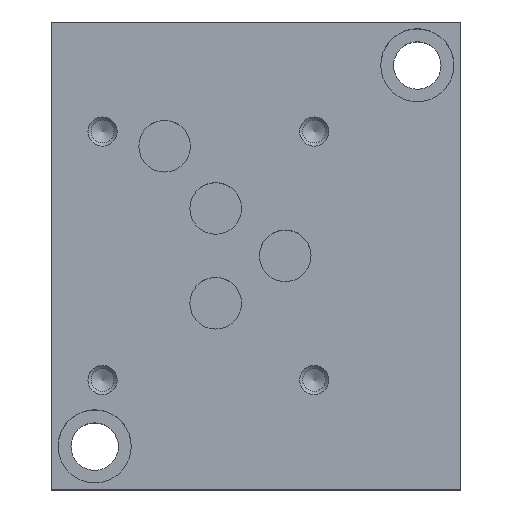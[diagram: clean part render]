
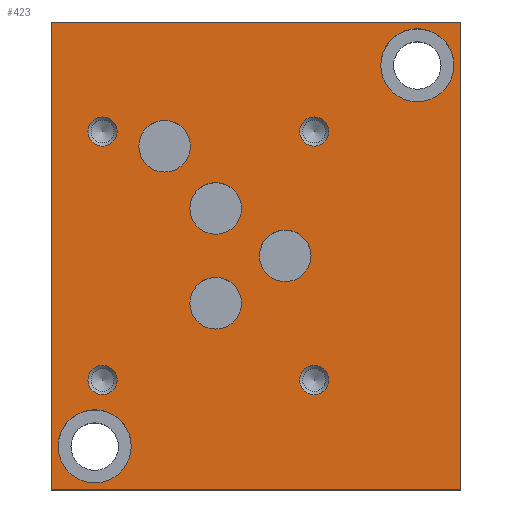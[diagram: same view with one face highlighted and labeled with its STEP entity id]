
A CAD part, top view. The second image highlights one B-rep face of the part: STEP entity #423.
In plain terms, the highlighted planar face has unit normal (0, 0, 1).
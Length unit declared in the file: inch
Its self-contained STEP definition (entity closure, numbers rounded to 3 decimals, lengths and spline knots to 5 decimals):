
#423 = ADVANCED_FACE( '', ( #1011, #1012, #1013, #1014, #1015, #1016, #1017, #1018, #1019, #1020, #1021 ), #1022, .F. );
#1011 = FACE_BOUND( '', #1787, .T. );
#1012 = FACE_BOUND( '', #1788, .T. );
#1013 = FACE_BOUND( '', #1789, .T. );
#1014 = FACE_BOUND( '', #1790, .T. );
#1015 = FACE_BOUND( '', #1791, .T. );
#1016 = FACE_BOUND( '', #1792, .T. );
#1017 = FACE_BOUND( '', #1793, .T. );
#1018 = FACE_BOUND( '', #1794, .T. );
#1019 = FACE_BOUND( '', #1795, .T. );
#1020 = FACE_BOUND( '', #1796, .T. );
#1021 = FACE_OUTER_BOUND( '', #1797, .T. );
#1022 = PLANE( '', #1798 );
#1787 = EDGE_LOOP( '', ( #3021 ) );
#1788 = EDGE_LOOP( '', ( #3022 ) );
#1789 = EDGE_LOOP( '', ( #3023 ) );
#1790 = EDGE_LOOP( '', ( #3024 ) );
#1791 = EDGE_LOOP( '', ( #3025 ) );
#1792 = EDGE_LOOP( '', ( #3026 ) );
#1793 = EDGE_LOOP( '', ( #3027 ) );
#1794 = EDGE_LOOP( '', ( #3028 ) );
#1795 = EDGE_LOOP( '', ( #3029 ) );
#1796 = EDGE_LOOP( '', ( #3030 ) );
#1797 = EDGE_LOOP( '', ( #3031, #3032, #3033, #3034 ) );
#1798 = AXIS2_PLACEMENT_3D( '', #3035, #3036, #3037 );
#3021 = ORIENTED_EDGE( '', *, *, #4727, .T. );
#3022 = ORIENTED_EDGE( '', *, *, #4728, .T. );
#3023 = ORIENTED_EDGE( '', *, *, #4675, .F. );
#3024 = ORIENTED_EDGE( '', *, *, #4729, .F. );
#3025 = ORIENTED_EDGE( '', *, *, #4730, .F. );
#3026 = ORIENTED_EDGE( '', *, *, #4731, .F. );
#3027 = ORIENTED_EDGE( '', *, *, #4732, .F. );
#3028 = ORIENTED_EDGE( '', *, *, #4733, .F. );
#3029 = ORIENTED_EDGE( '', *, *, #4469, .F. );
#3030 = ORIENTED_EDGE( '', *, *, #4734, .F. );
#3031 = ORIENTED_EDGE( '', *, *, #4735, .T. );
#3032 = ORIENTED_EDGE( '', *, *, #4736, .F. );
#3033 = ORIENTED_EDGE( '', *, *, #4636, .F. );
#3034 = ORIENTED_EDGE( '', *, *, #4737, .T. );
#3035 = CARTESIAN_POINT( '', ( 3.5, 4., 2. ) );
#3036 = DIRECTION( '', ( 0., 0., -1. ) );
#3037 = DIRECTION( '', ( -1., 0., 0. ) );
#4469 = EDGE_CURVE( '', #5372, #5372, #5373, .T. );
#4636 = EDGE_CURVE( '', #5658, #5660, #5661, .T. );
#4675 = EDGE_CURVE( '', #5714, #5714, #5715, .T. );
#4727 = EDGE_CURVE( '', #5792, #5792, #5793, .T. );
#4728 = EDGE_CURVE( '', #5794, #5794, #5795, .T. );
#4729 = EDGE_CURVE( '', #5796, #5796, #5797, .T. );
#4730 = EDGE_CURVE( '', #5798, #5798, #5799, .T. );
#4731 = EDGE_CURVE( '', #5800, #5800, #5801, .T. );
#4732 = EDGE_CURVE( '', #5802, #5802, #5803, .T. );
#4733 = EDGE_CURVE( '', #5804, #5804, #5805, .T. );
#4734 = EDGE_CURVE( '', #5806, #5806, #5807, .T. );
#4735 = EDGE_CURVE( '', #5808, #5809, #5810, .T. );
#4736 = EDGE_CURVE( '', #5660, #5809, #5811, .T. );
#4737 = EDGE_CURVE( '', #5658, #5808, #5812, .T. );
#5372 = VERTEX_POINT( '', #6627 );
#5373 = CIRCLE( '', #6628, 0.2205 );
#5658 = VERTEX_POINT( '', #7009 );
#5660 = VERTEX_POINT( '', #7012 );
#5661 = LINE( '', #7013, #7014 );
#5714 = VERTEX_POINT( '', #7093 );
#5715 = CIRCLE( '', #7094, 0.125 );
#5792 = VERTEX_POINT( '', #7201 );
#5793 = CIRCLE( '', #7202, 0.3125 );
#5794 = VERTEX_POINT( '', #7203 );
#5795 = CIRCLE( '', #7204, 0.3125 );
#5796 = VERTEX_POINT( '', #7205 );
#5797 = CIRCLE( '', #7206, 0.125 );
#5798 = VERTEX_POINT( '', #7207 );
#5799 = CIRCLE( '', #7208, 0.125 );
#5800 = VERTEX_POINT( '', #7209 );
#5801 = CIRCLE( '', #7210, 0.125 );
#5802 = VERTEX_POINT( '', #7211 );
#5803 = CIRCLE( '', #7212, 0.2205 );
#5804 = VERTEX_POINT( '', #7213 );
#5805 = CIRCLE( '', #7214, 0.2205 );
#5806 = VERTEX_POINT( '', #7215 );
#5807 = CIRCLE( '', #7216, 0.2205 );
#5808 = VERTEX_POINT( '', #7217 );
#5809 = VERTEX_POINT( '', #7218 );
#5810 = LINE( '', #7219, #7220 );
#5811 = LINE( '', #7221, #7222 );
#5812 = LINE( '', #7223, #7224 );
#6627 = CARTESIAN_POINT( '', ( 1.1885, 2.937, 2. ) );
#6628 = AXIS2_PLACEMENT_3D( '', #8088, #8089, #8090 );
#7009 = CARTESIAN_POINT( '', ( 3.5, 4., 2. ) );
#7012 = CARTESIAN_POINT( '', ( 3.5, 0., 2. ) );
#7013 = CARTESIAN_POINT( '', ( 3.5, 4., 2. ) );
#7014 = VECTOR( '', #8329, 39.37008 );
#7093 = CARTESIAN_POINT( '', ( 0.562, 3.063, 2. ) );
#7094 = AXIS2_PLACEMENT_3D( '', #8360, #8361, #8362 );
#7201 = CARTESIAN_POINT( '', ( 2.8175, 3.63, 2. ) );
#7202 = AXIS2_PLACEMENT_3D( '', #8411, #8412, #8413 );
#7203 = CARTESIAN_POINT( '', ( 0.0575, 0.37, 2. ) );
#7204 = AXIS2_PLACEMENT_3D( '', #8414, #8415, #8416 );
#7205 = CARTESIAN_POINT( '', ( 0.562, 0.937, 2. ) );
#7206 = AXIS2_PLACEMENT_3D( '', #8417, #8418, #8419 );
#7207 = CARTESIAN_POINT( '', ( 2.373, 0.937, 2. ) );
#7208 = AXIS2_PLACEMENT_3D( '', #8420, #8421, #8422 );
#7209 = CARTESIAN_POINT( '', ( 2.373, 3.063, 2. ) );
#7210 = AXIS2_PLACEMENT_3D( '', #8423, #8424, #8425 );
#7211 = CARTESIAN_POINT( '', ( 1.6255, 1.594, 2. ) );
#7212 = AXIS2_PLACEMENT_3D( '', #8426, #8427, #8428 );
#7213 = CARTESIAN_POINT( '', ( 1.6255, 2.405, 2. ) );
#7214 = AXIS2_PLACEMENT_3D( '', #8429, #8430, #8431 );
#7215 = CARTESIAN_POINT( '', ( 2.2205, 2., 2. ) );
#7216 = AXIS2_PLACEMENT_3D( '', #8432, #8433, #8434 );
#7217 = CARTESIAN_POINT( '', ( 0., 4., 2. ) );
#7218 = CARTESIAN_POINT( '', ( 0., 0., 2. ) );
#7219 = CARTESIAN_POINT( '', ( 0., 4., 2. ) );
#7220 = VECTOR( '', #8435, 39.37008 );
#7221 = CARTESIAN_POINT( '', ( 3.5, 0., 2. ) );
#7222 = VECTOR( '', #8436, 39.37008 );
#7223 = CARTESIAN_POINT( '', ( 3.5, 4., 2. ) );
#7224 = VECTOR( '', #8437, 39.37008 );
#8088 = CARTESIAN_POINT( '', ( 0.968, 2.937, 2. ) );
#8089 = DIRECTION( '', ( 0., 0., 1. ) );
#8090 = DIRECTION( '', ( 1., 0., 0. ) );
#8329 = DIRECTION( '', ( 0., -1., 0. ) );
#8360 = CARTESIAN_POINT( '', ( 0.437, 3.063, 2. ) );
#8361 = DIRECTION( '', ( 0., 0., 1. ) );
#8362 = DIRECTION( '', ( 1., 0., 0. ) );
#8411 = CARTESIAN_POINT( '', ( 3.13, 3.63, 2. ) );
#8412 = DIRECTION( '', ( 0., 0., -1. ) );
#8413 = DIRECTION( '', ( -1., 0., 0. ) );
#8414 = CARTESIAN_POINT( '', ( 0.37, 0.37, 2. ) );
#8415 = DIRECTION( '', ( 0., 0., -1. ) );
#8416 = DIRECTION( '', ( -1., 0., 0. ) );
#8417 = CARTESIAN_POINT( '', ( 0.437, 0.937, 2. ) );
#8418 = DIRECTION( '', ( 0., 0., 1. ) );
#8419 = DIRECTION( '', ( 1., 0., 0. ) );
#8420 = CARTESIAN_POINT( '', ( 2.248, 0.937, 2. ) );
#8421 = DIRECTION( '', ( 0., 0., 1. ) );
#8422 = DIRECTION( '', ( 1., 0., 0. ) );
#8423 = CARTESIAN_POINT( '', ( 2.248, 3.063, 2. ) );
#8424 = DIRECTION( '', ( 0., 0., 1. ) );
#8425 = DIRECTION( '', ( 1., 0., 0. ) );
#8426 = CARTESIAN_POINT( '', ( 1.405, 1.594, 2. ) );
#8427 = DIRECTION( '', ( 0., 0., 1. ) );
#8428 = DIRECTION( '', ( 1., 0., 0. ) );
#8429 = CARTESIAN_POINT( '', ( 1.405, 2.405, 2. ) );
#8430 = DIRECTION( '', ( 0., 0., 1. ) );
#8431 = DIRECTION( '', ( 1., 0., 0. ) );
#8432 = CARTESIAN_POINT( '', ( 2., 2., 2. ) );
#8433 = DIRECTION( '', ( 0., 0., 1. ) );
#8434 = DIRECTION( '', ( 1., 0., 0. ) );
#8435 = DIRECTION( '', ( 0., -1., 0. ) );
#8436 = DIRECTION( '', ( -1., 0., 0. ) );
#8437 = DIRECTION( '', ( -1., 0., 0. ) );
